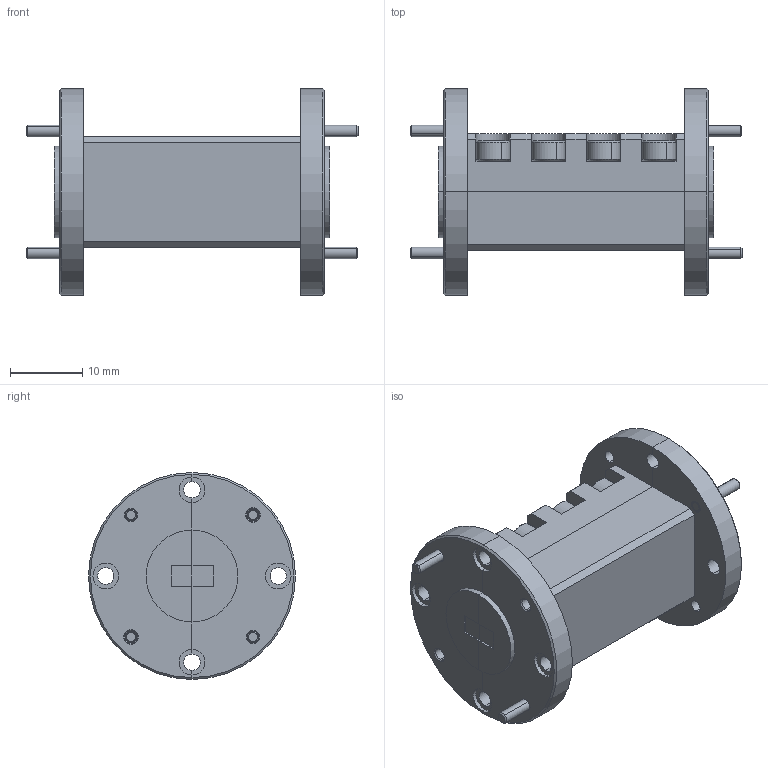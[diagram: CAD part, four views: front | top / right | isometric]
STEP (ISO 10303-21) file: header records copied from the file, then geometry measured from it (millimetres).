
FILE_DESCRIPTION (( 'STEP AP214' ), '1' );
FILE_NAME ('WF-BQ, Defeatured.STEP', '2022-05-25T19:24:54', ( '' ), ( '' ), 'SwSTEP 2.0', 'SolidWorks 2021', '' );
FILE_SCHEMA (( 'AUTOMOTIVE_DESIGN' ));
Length unit declared in the file: inch
Products named in the file (1): WF-BQ, Defeatured
Bounding box: 45.85 x 28.57 x 28.57 mm (x, y, z)
Volume: 11257.3 mm3; surface area: 7162 mm2
Topology: 14 solids, 14 shells, 392 faces, 892 edges, 540 vertices
Faces by surface type: plane 172, cone 128, cylinder 92
Entity records: 16363 total; most frequent: CARTESIAN_POINT 2169, DIRECTION 1934, ORIENTED_EDGE 1784, EDGE_CURVE 892, AXIS2_PLACEMENT_3D 705, VERTEX_POINT 540, VECTOR 524, LINE 524
